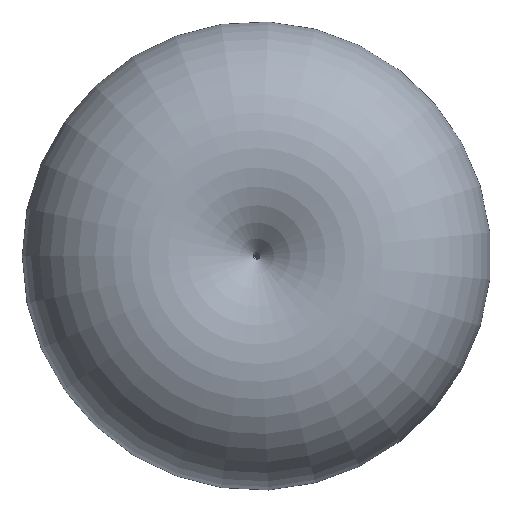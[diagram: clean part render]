
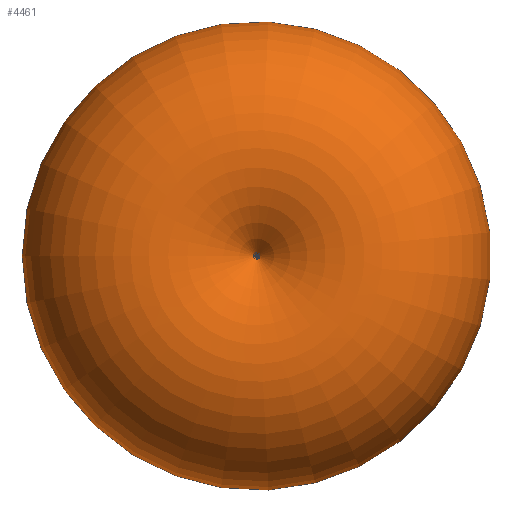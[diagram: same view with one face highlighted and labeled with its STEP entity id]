
A CAD part, left-side view. The second image highlights one B-rep face of the part: STEP entity #4461.
In plain terms, the highlighted toroidal (fillet/blend) face has major radius 109.514 mm and minor radius 143.514 mm.
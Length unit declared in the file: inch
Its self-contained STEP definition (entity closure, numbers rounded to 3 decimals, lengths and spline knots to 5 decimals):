
#929=DEGENERATE_TOROIDAL_SURFACE('',#4799,4.3116,5.65018,
 .F.);
#1445=CIRCLE('',#4622,5.65018);
#1462=CIRCLE('',#4649,5.65018);
#1660=B_SPLINE_CURVE_WITH_KNOTS('',3,(#7600,#7601,#7602,#7603,#7604,#7605,
#7606,#7607,#7608,#7609,#7610,#7611),.UNSPECIFIED.,.F.,.U.,(4,2,2,2,2,4),
(0.,2.59639,5.22412,7.29427,8.78895,
9.72312),.UNSPECIFIED.);
#1667=B_SPLINE_CURVE_WITH_KNOTS('',3,(#7906,#7907,#7908,#7909,#7910,#7911,
#7912,#7913,#7914,#7915,#7916,#7917),.UNSPECIFIED.,.F.,.U.,(4,2,2,2,2,4),
(-9.72312,-7.12673,-4.499,-2.42885,
-0.93417,0.),.UNSPECIFIED.);
#1734=VERTEX_POINT('',#6300);
#1744=VERTEX_POINT('',#6394);
#1781=VERTEX_POINT('',#7123);
#1782=VERTEX_POINT('',#7125);
#2142=EDGE_CURVE('',#1744,#1734,#1445,.T.);
#2192=EDGE_CURVE('',#1781,#1782,#1462,.T.);
#2209=EDGE_CURVE('',#1782,#1744,#1660,.F.);
#2225=EDGE_CURVE('',#1734,#1781,#1667,.T.);
#3175=ORIENTED_EDGE('',*,*,#2209,.F.);
#3176=ORIENTED_EDGE('',*,*,#2192,.F.);
#3177=ORIENTED_EDGE('',*,*,#2225,.F.);
#3178=ORIENTED_EDGE('',*,*,#2142,.F.);
#3889=EDGE_LOOP('',(#3175,#3176,#3177,#3178));
#4175=FACE_BOUND('',#3889,.T.);
#4461=ADVANCED_FACE('',(#4175),#929,.T.);
#4622=AXIS2_PLACEMENT_3D('',#6395,#5047,#5048);
#4649=AXIS2_PLACEMENT_3D('',#7124,#5112,#5113);
#4799=AXIS2_PLACEMENT_3D('',#8819,#5447,$);
#5047=DIRECTION('',(0.,0.,-1.));
#5048=DIRECTION('',(5.65,0.,0.));
#5112=DIRECTION('',(0.,0.,-1.));
#5113=DIRECTION('',(-5.65,0.,0.));
#5447=DIRECTION('',(-1.,0.,0.));
#6300=CARTESIAN_POINT('',(-0.5413,-1.31259,1.43701));
#6394=CARTESIAN_POINT('',(0.5413,-1.31259,1.43701));
#6395=CARTESIAN_POINT('',(0.,4.3116,1.43701));
#7123=CARTESIAN_POINT('',(-0.5413,1.31259,1.43701));
#7124=CARTESIAN_POINT('',(0.,-4.3116,1.43701));
#7125=CARTESIAN_POINT('',(0.5413,1.31259,1.43701));
#7600=CARTESIAN_POINT('',(0.5413,-1.31259,1.43701));
#7601=CARTESIAN_POINT('',(0.50018,-1.31655,1.80308));
#7602=CARTESIAN_POINT('',(0.45877,-1.15679,2.1715));
#7603=CARTESIAN_POINT('',(0.40273,-0.60991,2.67001));
#7604=CARTESIAN_POINT('',(0.38847,-0.22041,2.79677));
#7605=CARTESIAN_POINT('',(0.39727,0.44713,2.71855));
#7606=CARTESIAN_POINT('',(0.41283,0.72854,2.58013));
#7607=CARTESIAN_POINT('',(0.45316,1.08299,2.22143));
#7608=CARTESIAN_POINT('',(0.47435,1.1954,2.03283));
#7609=CARTESIAN_POINT('',(0.51146,1.29513,1.70259));
#7610=CARTESIAN_POINT('',(0.5265,1.31402,1.56872));
#7611=CARTESIAN_POINT('',(0.5413,1.31259,1.43701));
#7906=CARTESIAN_POINT('',(-0.5413,-1.31259,1.43701));
#7907=CARTESIAN_POINT('',(-0.50018,-1.31655,1.80308));
#7908=CARTESIAN_POINT('',(-0.45877,-1.15679,2.1715));
#7909=CARTESIAN_POINT('',(-0.40273,-0.60991,2.67001));
#7910=CARTESIAN_POINT('',(-0.38847,-0.22041,2.79677));
#7911=CARTESIAN_POINT('',(-0.39727,0.44713,2.71855));
#7912=CARTESIAN_POINT('',(-0.41283,0.72854,2.58013));
#7913=CARTESIAN_POINT('',(-0.45316,1.08299,2.22143));
#7914=CARTESIAN_POINT('',(-0.47435,1.1954,2.03283));
#7915=CARTESIAN_POINT('',(-0.51146,1.29513,1.70259));
#7916=CARTESIAN_POINT('',(-0.5265,1.31402,1.56872));
#7917=CARTESIAN_POINT('',(-0.5413,1.31259,1.43701));
#8819=CARTESIAN_POINT('',(0.,0.,1.43701));
